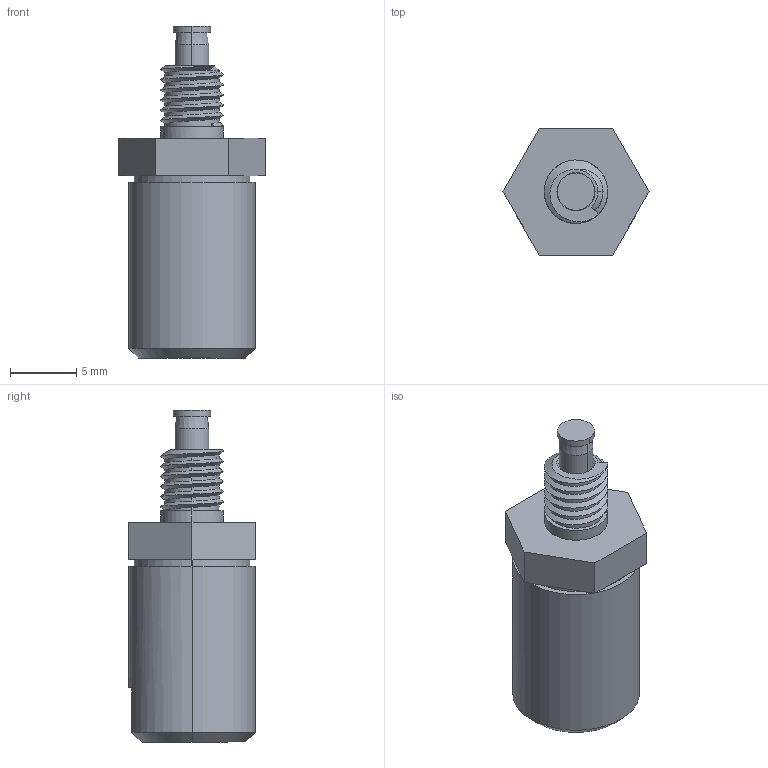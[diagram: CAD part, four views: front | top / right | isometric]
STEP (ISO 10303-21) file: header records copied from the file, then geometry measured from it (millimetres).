
FILE_DESCRIPTION (( 'STEP AP214' ), '1' );
FILE_NAME ('DSTL-0216.STEP', '2016-01-07T06:05:45', ( 'Delta Electronics TW Corp' ), ( 'Delta Electronics TW Corp' ), 'SwSTEP 2.0', 'SolidWorks 2011', '' );
FILE_SCHEMA (( 'AUTOMOTIVE_DESIGN' ));
Length unit declared in the file: millimetre
Products named in the file (5): PLUNGER_Default; HOUSING_Default; DSTL-0216; SPRING_Default; Swing bolt_Default
Assembly tree (4 placements, depth 2):
  DSTL-0216
    SPRING_Default
    HOUSING_Default
    PLUNGER_Default
    Swing bolt_Default
Bounding box: 11 x 9.53 x 24.97 mm (x, y, z)
Volume: 1117.3 mm3; surface area: 2203.8 mm2
Topology: 4 solids, 4 shells, 83 faces, 196 edges, 123 vertices
Faces by surface type: cylinder 34, plane 26, cone 19, bspline 4
Entity records: 7505 total; most frequent: CARTESIAN_POINT 5458, DIRECTION 403, ORIENTED_EDGE 384, EDGE_CURVE 192, AXIS2_PLACEMENT_3D 160, VERTEX_POINT 123, EDGE_LOOP 93, VECTOR 83
